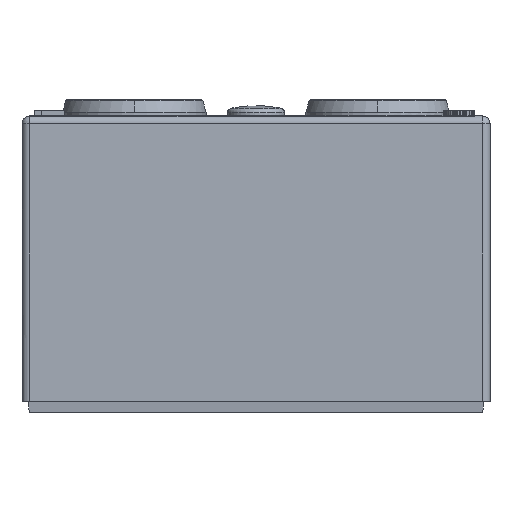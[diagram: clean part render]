
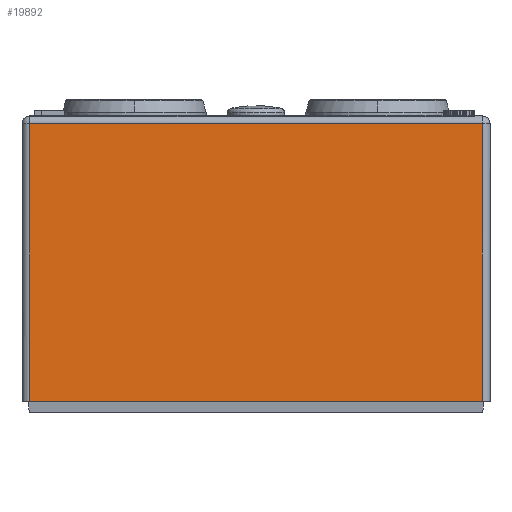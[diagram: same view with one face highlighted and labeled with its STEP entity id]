
A CAD part, front view. The second image highlights one B-rep face of the part: STEP entity #19892.
In plain terms, the highlighted planar face has unit normal (0, -1, 0.026).
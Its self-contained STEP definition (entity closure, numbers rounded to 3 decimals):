
#2657=DIRECTION('',(0.,-0.026,-1.));
#2658=VECTOR('',#2657,17.819);
#2659=CARTESIAN_POINT('',(30.5,-1.674,25.513));
#2660=LINE('',#2659,#2658);
#2719=DIRECTION('',(-1.,0.,0.));
#2720=VECTOR('',#2719,29.);
#2721=CARTESIAN_POINT('',(30.5,-2.14,7.7));
#2722=LINE('',#2721,#2720);
#3512=DIRECTION('',(0.,0.026,1.));
#3513=VECTOR('',#3512,17.819);
#3514=CARTESIAN_POINT('',(1.5,-2.14,7.7));
#3515=LINE('',#3514,#3513);
#3559=DIRECTION('',(1.,0.,0.));
#3560=VECTOR('',#3559,29.);
#3561=CARTESIAN_POINT('',(1.5,-1.674,25.513));
#3562=LINE('',#3561,#3560);
#15866=CARTESIAN_POINT('',(1.5,-2.14,
7.7));
#15867=CARTESIAN_POINT('',(1.5,-1.674,25.513));
#15868=VERTEX_POINT('',#15866);
#15869=VERTEX_POINT('',#15867);
#15870=CARTESIAN_POINT('',(30.5,-1.674,25.513));
#15871=VERTEX_POINT('',#15870);
#15872=CARTESIAN_POINT('',(30.5,-2.14,
7.7));
#15873=VERTEX_POINT('',#15872);
#19878=CARTESIAN_POINT('',(30.5,-1.674,25.513));
#19879=DIRECTION('',(0.,-1.,0.026));
#19880=DIRECTION('',(0.,0.026,1.));
#19881=AXIS2_PLACEMENT_3D('',#19878,#19879,#19880);
#19882=PLANE('',#19881);
#19884=ORIENTED_EDGE('',*,*,#19883,.T.);
#19886=ORIENTED_EDGE('',*,*,#19885,.T.);
#19888=ORIENTED_EDGE('',*,*,#19887,.T.);
#19889=ORIENTED_EDGE('',*,*,#19869,.T.);
#19890=EDGE_LOOP('',(#19884,#19886,#19888,#19889));
#19891=FACE_OUTER_BOUND('',#19890,.F.);
#19892=ADVANCED_FACE('',(#19891),#19882,.T.);
#19869=EDGE_CURVE('',#15871,#15873,#2660,.T.);
#19883=EDGE_CURVE('',#15873,#15868,#2722,.T.);
#19885=EDGE_CURVE('',#15868,#15869,#3515,.T.);
#19887=EDGE_CURVE('',#15869,#15871,#3562,.T.);
